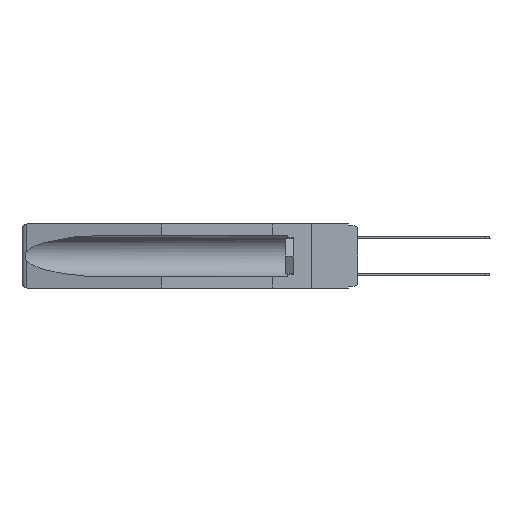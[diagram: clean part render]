
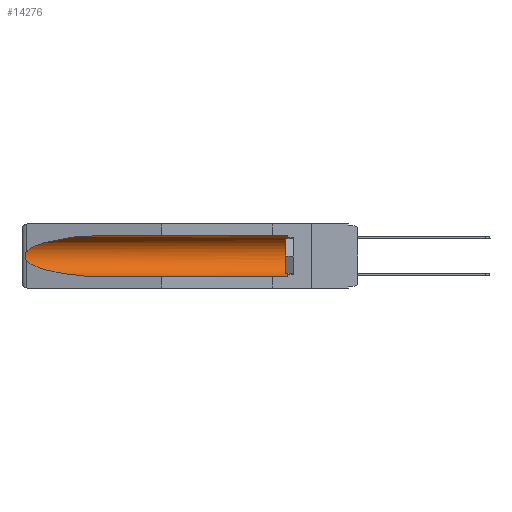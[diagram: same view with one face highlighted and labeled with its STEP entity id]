
A CAD part, left-side view. The second image highlights one B-rep face of the part: STEP entity #14276.
In plain terms, the highlighted cylindrical face has radius 2.857 mm (diameter 5.715 mm), a partial arc.
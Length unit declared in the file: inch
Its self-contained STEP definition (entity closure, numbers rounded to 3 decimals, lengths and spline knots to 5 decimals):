
#769 = CARTESIAN_POINT ( 'NONE',  ( 0.155, 1.07973, -0.059 ) ) ;
#774 = CARTESIAN_POINT ( 'NONE',  ( 0.155, -0.30754, -0.059 ) ) ;
#2050 = LINE ( 'NONE', #8447, #14717 ) ;
#3361 = CARTESIAN_POINT ( 'NONE',  ( 0.2675, 1.53308, -0.16763 ) ) ;
#4768 = DIRECTION ( 'NONE',  ( 0., 0., 1. ) ) ;
#4789 = DIRECTION ( 'NONE',  ( 0., 0., 1. ) ) ;
#5506 = ORIENTED_EDGE ( 'NONE', *, *, #27486, .T. ) ;
#5615 = ORIENTED_EDGE ( 'NONE', *, *, #22295, .T. ) ;
#5934 = VERTEX_POINT ( 'NONE', #9970 ) ;
#6623 = CARTESIAN_POINT ( 'NONE',  ( 0.21114, 1.30732, -0.284 ) ) ;
#6731 = DIRECTION ( 'NONE',  ( 0., 1., 0. ) ) ;
#6904 = VERTEX_POINT ( 'NONE', #15622 ) ;
#6940 = CARTESIAN_POINT ( 'NONE',  ( 0.155, 0.126, -0.1715 ) ) ;
#8447 = CARTESIAN_POINT ( 'NONE',  ( 0.155, -0.30754, -0.284 ) ) ;
#9000 = EDGE_CURVE ( 'NONE', #25452, #6904, #10437, .T. ) ;
#9298 = EDGE_CURVE ( 'NONE', #25452, #23319, #2050, .T. ) ;
#9652 = CARTESIAN_POINT ( 'NONE',  ( 0.21114, 1.30732, -0.059 ) ) ;
#9730 = CARTESIAN_POINT ( 'NONE',  ( 0.26597, 1.52961, -0.15275 ) ) ;
#9970 = CARTESIAN_POINT ( 'NONE',  ( 0.26537, 1.52718, -0.14972 ) ) ;
#10315 = AXIS2_PLACEMENT_3D ( 'NONE', #17166, #17350, #4768 ) ;
#10335 = CARTESIAN_POINT ( 'NONE',  ( 0.155, 1.07973, -0.284 ) ) ;
#10368 = CARTESIAN_POINT ( 'NONE',  ( 0.155, 0.126, -0.284 ) ) ;
#10437 = CIRCLE ( 'NONE', #17113, 0.1125 ) ;
#10625 = ORIENTED_EDGE ( 'NONE', *, *, #9298, .F. ) ;
#11683 = CARTESIAN_POINT ( 'NONE',  ( 0.155, 1.07973, -0.059 ) ) ;
#13105 = CARTESIAN_POINT ( 'NONE',  ( 0.26537, 1.52718, -0.19328 ) ) ;
#13585 = VERTEX_POINT ( 'NONE', #13105 ) ;
#13921 = CARTESIAN_POINT ( 'NONE',  ( 0.25451, 1.48313, -0.09465 ) ) ;
#13998 = CARTESIAN_POINT ( 'NONE',  ( 0.26654, 1.53092, -0.15636 ) ) ;
#14088 = CARTESIAN_POINT ( 'NONE',  ( 0.26597, 1.5296, -0.19026 ) ) ;
#14276 = ADVANCED_FACE ( 'NONE', ( #14946 ), #27242, .F. ) ;
#14279 = CARTESIAN_POINT ( 'NONE',  ( 0.26537, 1.52718, -0.19328 ) ) ;
#14717 = VECTOR ( 'NONE', #19337, 39.37008 ) ;
#14946 = FACE_OUTER_BOUND ( 'NONE', #24891, .T. ) ;
#15622 = CARTESIAN_POINT ( 'NONE',  ( 0.155, 0.126, -0.059 ) ) ;
#16016 = EDGE_CURVE ( 'NONE', #5934, #13585, #20221, .T. ) ;
#16144 =( BOUNDED_CURVE ( )  B_SPLINE_CURVE ( 3, ( #11683, #9652, #13921, #24502 ),
 .UNSPECIFIED., .F., .F. ) 
 B_SPLINE_CURVE_WITH_KNOTS ( ( 4, 4 ),
 ( 4.71239, 6.08839 ),
 .UNSPECIFIED. ) 
 CURVE ( )  GEOMETRIC_REPRESENTATION_ITEM ( )  RATIONAL_B_SPLINE_CURVE ( ( 1., 0.848, 0.848, 1. ) ) 
 REPRESENTATION_ITEM ( '' )  );
#16327 = VERTEX_POINT ( 'NONE', #769 ) ;
#16409 = CARTESIAN_POINT ( 'NONE',  ( 0.2673, 1.5327, -0.16383 ) ) ;
#16965 = ORIENTED_EDGE ( 'NONE', *, *, #9000, .T. ) ;
#17113 = AXIS2_PLACEMENT_3D ( 'NONE', #6940, #17555, #4789 ) ;
#17127 = CARTESIAN_POINT ( 'NONE',  ( 0.26537, 1.52718, -0.19328 ) ) ;
#17166 = CARTESIAN_POINT ( 'NONE',  ( 0.155, -0.30754, -0.1715 ) ) ;
#17227 = EDGE_CURVE ( 'NONE', #16327, #5934, #16144, .T. ) ;
#17350 = DIRECTION ( 'NONE',  ( 0., 1., 0. ) ) ;
#17555 = DIRECTION ( 'NONE',  ( 0., -1., 0. ) ) ;
#18237 = ORIENTED_EDGE ( 'NONE', *, *, #16016, .T. ) ;
#18271 = CARTESIAN_POINT ( 'NONE',  ( 0.2675, 1.53308, -0.17534 ) ) ;
#18272 = VECTOR ( 'NONE', #6731, 39.37008 ) ;
#19279 = CARTESIAN_POINT ( 'NONE',  ( 0.25451, 1.48313, -0.24835 ) ) ;
#19337 = DIRECTION ( 'NONE',  ( 0., 1., 0. ) ) ;
#20221 = B_SPLINE_CURVE_WITH_KNOTS ( 'NONE', 3,
 ( #26996, #9730, #13998, #16409, #3361, #18271, #20393, #20488, #14088, #14279 ),
 .UNSPECIFIED., .F., .F.,
 ( 4, 2, 2, 2, 4 ),
 ( 0., 0.00029, 0.00058, 0.00087, 0.00117 ),
 .UNSPECIFIED. ) ;
#20393 = CARTESIAN_POINT ( 'NONE',  ( 0.2673, 1.53269, -0.17917 ) ) ;
#20488 = CARTESIAN_POINT ( 'NONE',  ( 0.26655, 1.53094, -0.18657 ) ) ;
#20578 = LINE ( 'NONE', #774, #18272 ) ;
#21541 = ORIENTED_EDGE ( 'NONE', *, *, #17227, .T. ) ;
#21911 =( BOUNDED_CURVE ( )  B_SPLINE_CURVE ( 3, ( #17127, #19279, #6623, #23631 ),
 .UNSPECIFIED., .F., .T. ) 
 B_SPLINE_CURVE_WITH_KNOTS ( ( 4, 4 ),
 ( 0.1948, 1.5708 ),
 .UNSPECIFIED. ) 
 CURVE ( )  GEOMETRIC_REPRESENTATION_ITEM ( )  RATIONAL_B_SPLINE_CURVE ( ( 1., 0.848, 0.848, 1. ) ) 
 REPRESENTATION_ITEM ( '' )  );
#22295 = EDGE_CURVE ( 'NONE', #6904, #16327, #20578, .T. ) ;
#23319 = VERTEX_POINT ( 'NONE', #10335 ) ;
#23631 = CARTESIAN_POINT ( 'NONE',  ( 0.155, 1.07973, -0.284 ) ) ;
#24502 = CARTESIAN_POINT ( 'NONE',  ( 0.26537, 1.52718, -0.14972 ) ) ;
#24891 = EDGE_LOOP ( 'NONE', ( #21541, #18237, #5506, #10625, #16965, #5615 ) ) ;
#25452 = VERTEX_POINT ( 'NONE', #10368 ) ;
#26996 = CARTESIAN_POINT ( 'NONE',  ( 0.26537, 1.52718, -0.14972 ) ) ;
#27242 = CYLINDRICAL_SURFACE ( 'NONE', #10315, 0.1125 ) ;
#27486 = EDGE_CURVE ( 'NONE', #13585, #23319, #21911, .T. ) ;
